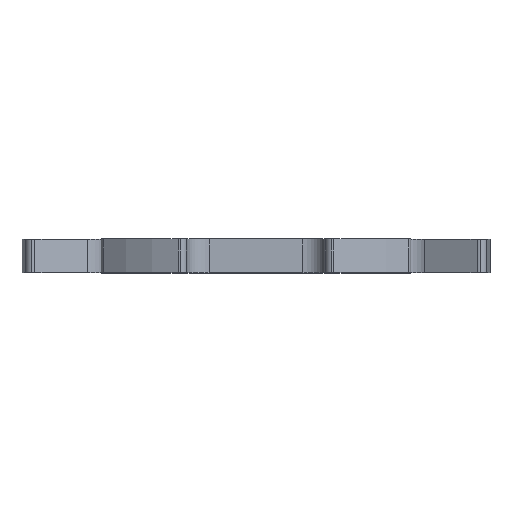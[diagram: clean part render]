
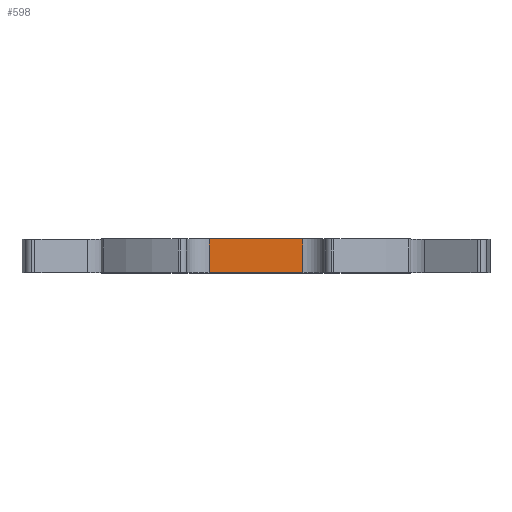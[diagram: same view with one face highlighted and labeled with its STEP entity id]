
A CAD part, top view. The second image highlights one B-rep face of the part: STEP entity #598.
In plain terms, the highlighted planar face has unit normal (0, 0, 1).
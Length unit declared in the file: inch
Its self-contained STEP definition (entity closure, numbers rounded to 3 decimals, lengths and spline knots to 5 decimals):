
#123 = EDGE_LOOP ( 'NONE', ( #511, #807, #2238, #540 ) ) ;
#162 = CARTESIAN_POINT ( 'NONE',  ( 0.26, 0.1875, 0.73125 ) ) ;
#211 = DIRECTION ( 'NONE',  ( 1., 0., 0. ) ) ;
#441 = DIRECTION ( 'NONE',  ( 0., -1., 0. ) ) ;
#511 = ORIENTED_EDGE ( 'NONE', *, *, #2371, .T. ) ;
#540 = ORIENTED_EDGE ( 'NONE', *, *, #1465, .T. ) ;
#598 = ADVANCED_FACE ( 'NONE', ( #1730 ), #767, .F. ) ;
#619 = CARTESIAN_POINT ( 'NONE',  ( 0.26, 0., 0.73125 ) ) ;
#767 = PLANE ( 'NONE',  #1287 ) ;
#807 = ORIENTED_EDGE ( 'NONE', *, *, #1811, .T. ) ;
#826 = VECTOR ( 'NONE', #211, 39.37008 ) ;
#1218 = VERTEX_POINT ( 'NONE', #1553 ) ;
#1287 = AXIS2_PLACEMENT_3D ( 'NONE', #1531, #2305, #1935 ) ;
#1334 = LINE ( 'NONE', #1928, #826 ) ;
#1456 = VECTOR ( 'NONE', #2445, 39.37008 ) ;
#1461 = CARTESIAN_POINT ( 'NONE',  ( -0.26, 0., 0.73125 ) ) ;
#1465 = EDGE_CURVE ( 'NONE', #1218, #2412, #1736, .T. ) ;
#1529 = EDGE_CURVE ( 'NONE', #1218, #1856, #1334, .T. ) ;
#1531 = CARTESIAN_POINT ( 'NONE',  ( 0.385, 0.1875, 0.73125 ) ) ;
#1553 = CARTESIAN_POINT ( 'NONE',  ( -0.26, 0.1875, 0.73125 ) ) ;
#1575 = DIRECTION ( 'NONE',  ( 1., 0., 0. ) ) ;
#1670 = VECTOR ( 'NONE', #1575, 39.37008 ) ;
#1730 = FACE_OUTER_BOUND ( 'NONE', #123, .T. ) ;
#1736 = LINE ( 'NONE', #1766, #2190 ) ;
#1766 = CARTESIAN_POINT ( 'NONE',  ( -0.26, 0., 0.73125 ) ) ;
#1811 = EDGE_CURVE ( 'NONE', #2360, #1856, #1886, .T. ) ;
#1856 = VERTEX_POINT ( 'NONE', #2312 ) ;
#1886 = LINE ( 'NONE', #162, #1456 ) ;
#1928 = CARTESIAN_POINT ( 'NONE',  ( 0.385, 0.1875, 0.73125 ) ) ;
#1935 = DIRECTION ( 'NONE',  ( -1., 0., 0. ) ) ;
#2190 = VECTOR ( 'NONE', #441, 39.37008 ) ;
#2238 = ORIENTED_EDGE ( 'NONE', *, *, #1529, .F. ) ;
#2305 = DIRECTION ( 'NONE',  ( 0., 0., -1. ) ) ;
#2312 = CARTESIAN_POINT ( 'NONE',  ( 0.26, 0.1875, 0.73125 ) ) ;
#2343 = CARTESIAN_POINT ( 'NONE',  ( 0.385, 0., 0.73125 ) ) ;
#2360 = VERTEX_POINT ( 'NONE', #619 ) ;
#2370 = LINE ( 'NONE', #2343, #1670 ) ;
#2371 = EDGE_CURVE ( 'NONE', #2412, #2360, #2370, .T. ) ;
#2412 = VERTEX_POINT ( 'NONE', #1461 ) ;
#2445 = DIRECTION ( 'NONE',  ( 0., 1., 0. ) ) ;
